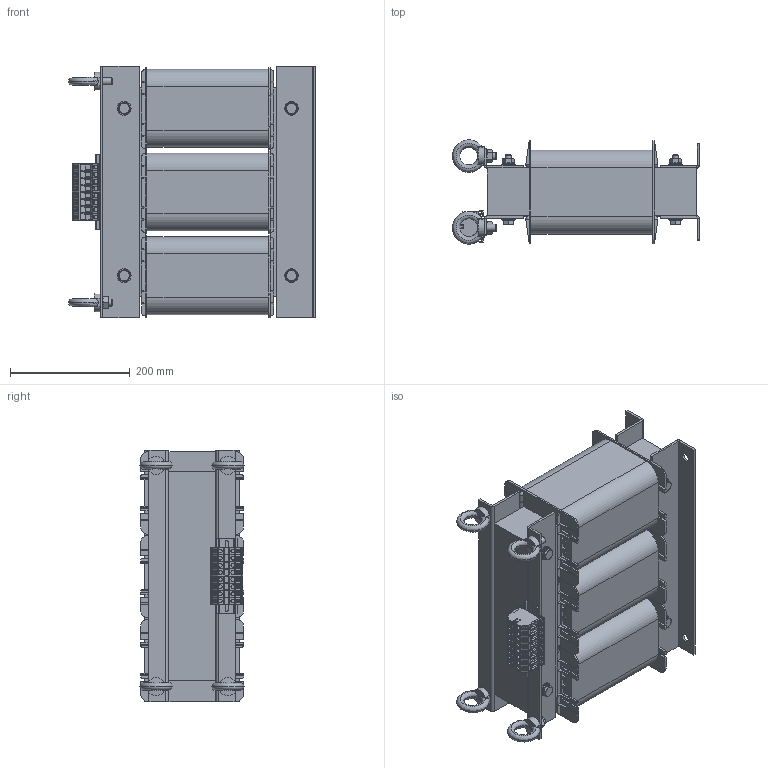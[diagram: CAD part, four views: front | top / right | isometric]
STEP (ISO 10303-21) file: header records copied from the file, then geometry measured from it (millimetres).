
FILE_DESCRIPTION(/* description */ (''),/* implementation_level */ '2;1');
FILE_NAME(/* name */ 'YA003155460.stp',/* time_stamp */ '2023-11-15T13:56:08+01:00',/* author */ ('velazquez'),/* organization */ (''),/* preprocessor_version */ 'ST-DEVELOPER v19.2',/* originating_system */ 'Autodesk Inventor 2023',/* authorisation */ '');
FILE_SCHEMA (('AUTOMOTIVE_DESIGN { 1 0 10303 214 3 1 1 }'));
Products named in the file (15): YA003155460; 3UI210 350 x 350 - 80; UI 210_80_BOBINADO; RC70 NT070 INFERIOR; RC70 NT071 SUPERIOR; centrador M10; DIN 125 - A 10,5; DIN 933 - M10  x 110; DIN 934 - M10; DIN 934 - M12; carril 5 agujeros; 16_35; FICHA 16_35 AM_VE; FICHA 16_35 AZUL; DIN 580 - M12
Assembly tree (47 placements, depth 2):
  YA003155460
    3UI210 350 x 350 - 80
    UI 210_80_BOBINADO  x3
    RC70 NT070 INFERIOR  x2
    RC70 NT071 SUPERIOR  x2
    centrador M10  x8
    DIN 125 - A 10,5  x8
    DIN 933 - M10  x 110  x4
    DIN 934 - M10  x4
    DIN 580 - M12  x4
    DIN 934 - M12  x2
    carril 5 agujeros
    16_35  x6
    FICHA 16_35 AM_VE
    FICHA 16_35 AZUL
Bounding box: 413 x 173.99 x 420 mm (x, y, z)
Volume: 15663326.1 mm3; surface area: 1953408.9 mm2
Topology: 47 solids, 66 shells, 4988 faces, 13338 edges, 8468 vertices
Faces by surface type: plane 2866, cylinder 1698, bspline 152, torus 140, cone 84, sphere 48
Full cylindrical faces by diameter (mm): 6.3 x16, 8.376 x4, 9.188 x4, 10 x12, 10.106 x2, 10.5 x8, 10.8 x4, 11.5 x8, 12 x4, 13 x8, 14 x4, 15 x10, 15.4 x4, 20 x8, 23 x8
Entity records: 66599 total; most frequent: CARTESIAN_POINT 17866, ORIENTED_EDGE 9814, DIRECTION 9731, EDGE_CURVE 4907, LINE 3407, VECTOR 3407, AXIS2_PLACEMENT_3D 3162, VERTEX_POINT 3138
